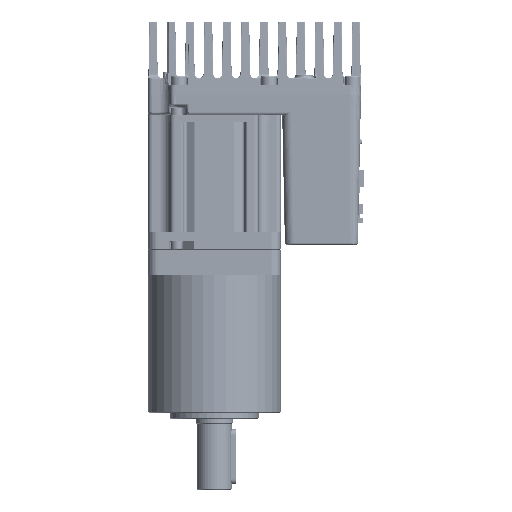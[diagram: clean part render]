
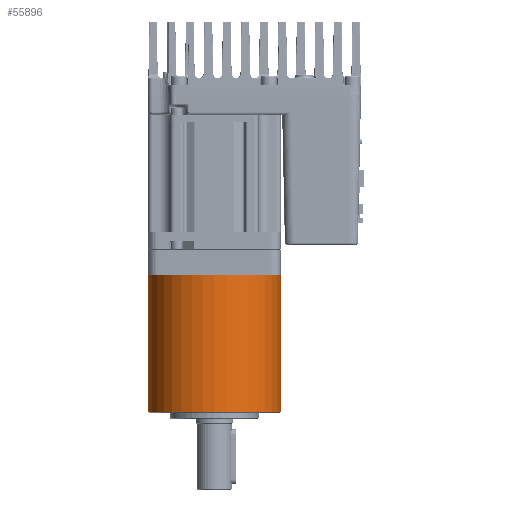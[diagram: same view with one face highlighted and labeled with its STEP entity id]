
A CAD part, front view. The second image highlights one B-rep face of the part: STEP entity #55896.
In plain terms, the highlighted cylindrical face has radius 30 mm (diameter 60 mm), a partial arc.
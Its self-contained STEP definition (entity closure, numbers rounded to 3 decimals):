
#13810 = DIRECTION ( 'NONE',  ( -1., 0., 0. ) ) ;
#25239 = VERTEX_POINT ( 'NONE', #209291 ) ;
#32994 = VECTOR ( 'NONE', #185485, 1000. ) ;
#48756 = ORIENTED_EDGE ( 'NONE', *, *, #199631, .F. ) ;
#55011 = EDGE_CURVE ( 'NONE', #91973, #25239, #320942, .T. ) ;
#55896 = ADVANCED_FACE ( 'NONE', ( #256117 ), #301773, .T. ) ;
#88069 = DIRECTION ( 'NONE',  ( 0., 0., 1. ) ) ;
#91973 = VERTEX_POINT ( 'NONE', #383952 ) ;
#93319 = AXIS2_PLACEMENT_3D ( 'NONE', #283092, #88069, #315751 ) ;
#107353 = ORIENTED_EDGE ( 'NONE', *, *, #55011, .T. ) ;
#119293 = LINE ( 'NONE', #249520, #32994 ) ;
#131134 = CIRCLE ( 'NONE', #93319, 30. ) ;
#142734 = EDGE_CURVE ( 'NONE', #286271, #91973, #273631, .T. ) ;
#143410 = VECTOR ( 'NONE', #316174, 1000. ) ;
#147102 = AXIS2_PLACEMENT_3D ( 'NONE', #170272, #267028, #301097 ) ;
#150909 = EDGE_CURVE ( 'NONE', #25239, #344653, #131134, .T. ) ;
#154052 = CARTESIAN_POINT ( 'NONE',  ( -77.989, 148.869, 38.048 ) ) ;
#170272 = CARTESIAN_POINT ( 'NONE',  ( -47.989, 148.869, 38.048 ) ) ;
#185485 = DIRECTION ( 'NONE',  ( 0., 0., -1. ) ) ;
#196488 = ORIENTED_EDGE ( 'NONE', *, *, #142734, .T. ) ;
#199631 = EDGE_CURVE ( 'NONE', #286271, #344653, #119293, .T. ) ;
#202860 = CARTESIAN_POINT ( 'NONE',  ( -17.989, 148.869, 38.048 ) ) ;
#208660 = DIRECTION ( 'NONE',  ( 0., 0., -1. ) ) ;
#209291 = CARTESIAN_POINT ( 'NONE',  ( -77.989, 148.869, -23.952 ) ) ;
#249520 = CARTESIAN_POINT ( 'NONE',  ( -17.989, 148.869, 38.048 ) ) ;
#253010 = CARTESIAN_POINT ( 'NONE',  ( -17.989, 148.869, -23.952 ) ) ;
#256117 = FACE_OUTER_BOUND ( 'NONE', #321890, .T. ) ;
#267028 = DIRECTION ( 'NONE',  ( 0., 0., -1. ) ) ;
#273631 = CIRCLE ( 'NONE', #299045, 30. ) ;
#283092 = CARTESIAN_POINT ( 'NONE',  ( -47.989, 148.869, -23.952 ) ) ;
#286271 = VERTEX_POINT ( 'NONE', #202860 ) ;
#299045 = AXIS2_PLACEMENT_3D ( 'NONE', #403656, #208660, #13810 ) ;
#301097 = DIRECTION ( 'NONE',  ( -1., 0., 0. ) ) ;
#301773 = CYLINDRICAL_SURFACE ( 'NONE', #147102, 30. ) ;
#315363 = ORIENTED_EDGE ( 'NONE', *, *, #150909, .T. ) ;
#315751 = DIRECTION ( 'NONE',  ( -1., 0., 0. ) ) ;
#316174 = DIRECTION ( 'NONE',  ( 0., 0., -1. ) ) ;
#320942 = LINE ( 'NONE', #154052, #143410 ) ;
#321890 = EDGE_LOOP ( 'NONE', ( #48756, #196488, #107353, #315363 ) ) ;
#344653 = VERTEX_POINT ( 'NONE', #253010 ) ;
#383952 = CARTESIAN_POINT ( 'NONE',  ( -77.989, 148.869, 38.048 ) ) ;
#403656 = CARTESIAN_POINT ( 'NONE',  ( -47.989, 148.869, 38.048 ) ) ;
